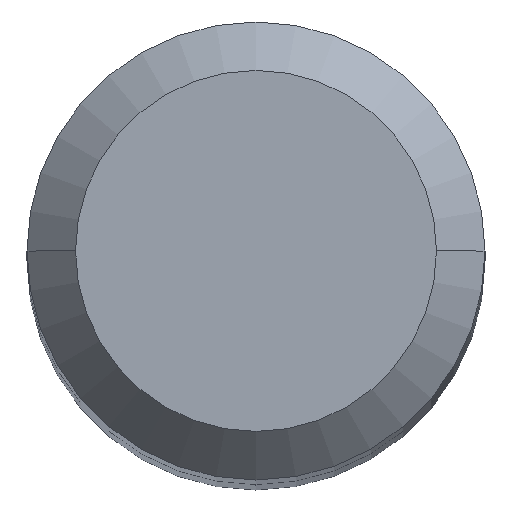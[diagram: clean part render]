
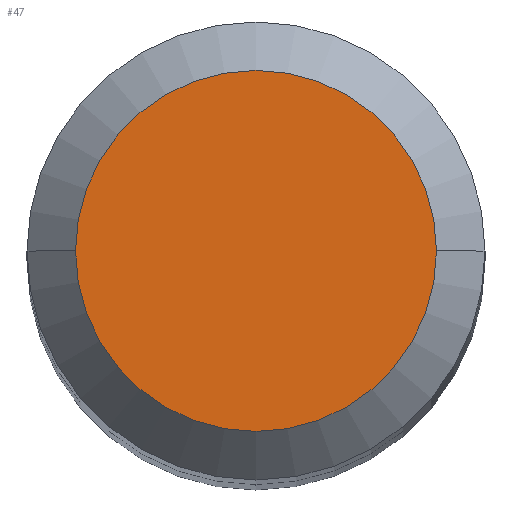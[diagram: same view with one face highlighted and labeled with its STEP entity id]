
A CAD part, top view. The second image highlights one B-rep face of the part: STEP entity #47.
In plain terms, the highlighted planar face has unit normal (0, 0, 1).
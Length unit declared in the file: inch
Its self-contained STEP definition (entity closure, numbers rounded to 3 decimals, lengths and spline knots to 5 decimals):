
#9 = CARTESIAN_POINT ( 'NONE',  ( 0.11625, 0., 0. ) ) ;
#27 = CIRCLE ( 'NONE', #184, 0.11625 ) ;
#39 = DIRECTION ( 'NONE',  ( 0., 0., -1. ) ) ;
#47 = ADVANCED_FACE ( 'NONE', ( #139 ), #339, .F. ) ;
#80 = CARTESIAN_POINT ( 'NONE',  ( 0., 0., 0. ) ) ;
#127 = AXIS2_PLACEMENT_3D ( 'NONE', #80, #149, #148 ) ;
#139 = FACE_OUTER_BOUND ( 'NONE', #270, .T. ) ;
#148 = DIRECTION ( 'NONE',  ( 1., 0., 0. ) ) ;
#149 = DIRECTION ( 'NONE',  ( 0., 0., 1. ) ) ;
#156 = VERTEX_POINT ( 'NONE', #244 ) ;
#159 = EDGE_CURVE ( 'NONE', #156, #387, #256, .T. ) ;
#164 = ORIENTED_EDGE ( 'NONE', *, *, #322, .T. ) ;
#167 = DIRECTION ( 'NONE',  ( -1., 0., 0. ) ) ;
#184 = AXIS2_PLACEMENT_3D ( 'NONE', #192, #196, #367 ) ;
#192 = CARTESIAN_POINT ( 'NONE',  ( 0., 0., 0. ) ) ;
#196 = DIRECTION ( 'NONE',  ( 0., 0., 1. ) ) ;
#219 = ORIENTED_EDGE ( 'NONE', *, *, #159, .T. ) ;
#244 = CARTESIAN_POINT ( 'NONE',  ( -0.11625, 0., 0. ) ) ;
#256 = CIRCLE ( 'NONE', #127, 0.11625 ) ;
#270 = EDGE_LOOP ( 'NONE', ( #219, #164 ) ) ;
#303 = AXIS2_PLACEMENT_3D ( 'NONE', #310, #39, #167 ) ;
#310 = CARTESIAN_POINT ( 'NONE',  ( 0., 0., 0. ) ) ;
#322 = EDGE_CURVE ( 'NONE', #387, #156, #27, .T. ) ;
#339 = PLANE ( 'NONE',  #303 ) ;
#367 = DIRECTION ( 'NONE',  ( 1., 0., 0. ) ) ;
#387 = VERTEX_POINT ( 'NONE', #9 ) ;
